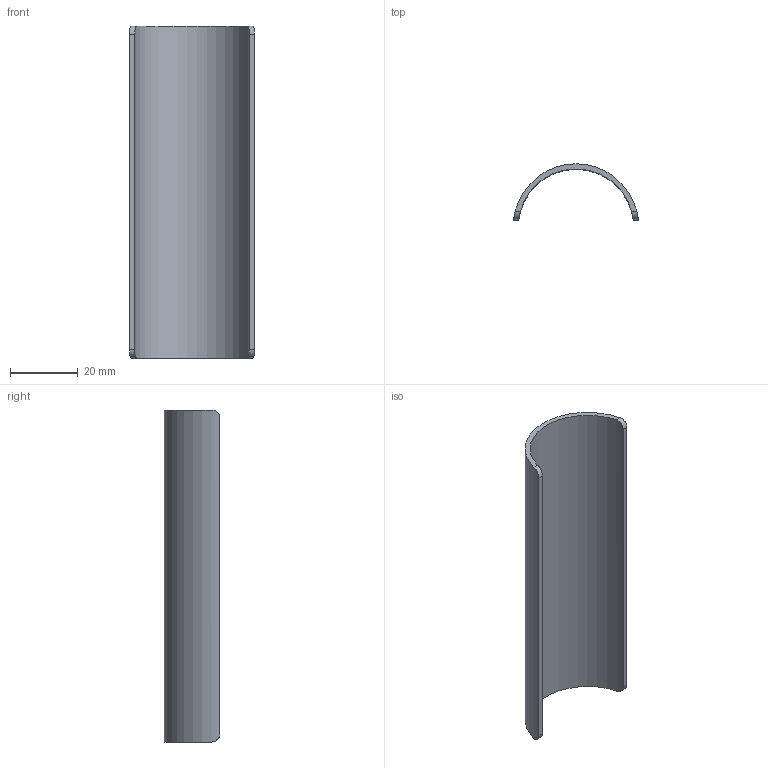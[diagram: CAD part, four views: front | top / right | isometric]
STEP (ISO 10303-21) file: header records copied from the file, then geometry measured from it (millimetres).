
FILE_DESCRIPTION(/* description */ (''),/* implementation_level */ '2;1');
FILE_NAME(/* name */ 'C04H030050-spool-holder_001.stp',/* time_stamp */ '2014-12-22T16:24:31+01:00',/* author */ ('MARCHA TECHNOLOGY'),/* organization */ (''),/* preprocessor_version */ 'ST-DEVELOPER v15.6',/* originating_system */ 'Autodesk Inventor 2015',/* authorisation */ '');
FILE_SCHEMA (('CONFIG_CONTROL_DESIGN'));
Length unit declared in the file: millimetre
Products named in the file (1): C04H030050-spool-holder_001
Bounding box: 36.78 x 16.5 x 98 mm (x, y, z)
Volume: 7599.8 mm3; surface area: 10577.8 mm2
Topology: 1 solids, 1 shells, 10 faces, 24 edges, 16 vertices
Faces by surface type: cylinder 6, plane 4
Entity records: 372 total; most frequent: CARTESIAN_POINT 123, ORIENTED_EDGE 48, DIRECTION 42, EDGE_CURVE 24, VERTEX_POINT 16, AXIS2_PLACEMENT_3D 15, LINE 12, VECTOR 12
